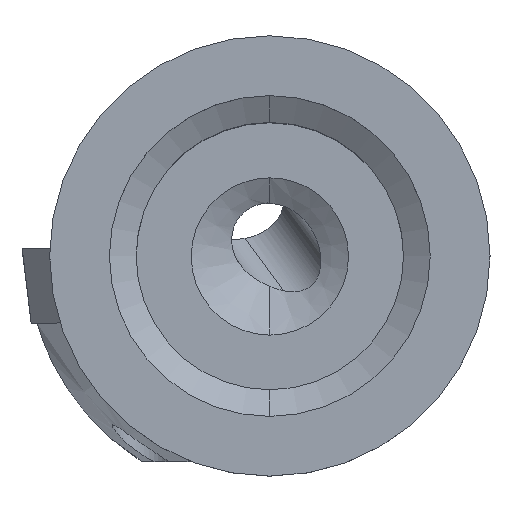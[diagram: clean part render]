
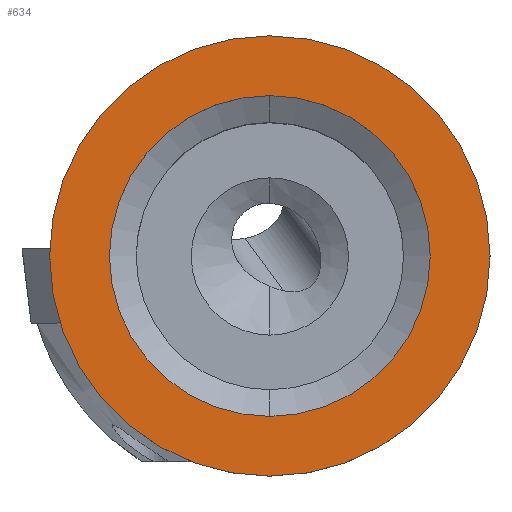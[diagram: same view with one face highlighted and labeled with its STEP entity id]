
A CAD part, top view. The second image highlights one B-rep face of the part: STEP entity #634.
In plain terms, the highlighted planar face has unit normal (0, 0, 1).
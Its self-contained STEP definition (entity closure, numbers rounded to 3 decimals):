
#514=EDGE_CURVE('Kante23',#988,#952,#1372,.T.);
#572=EDGE_CURVE('Kante22',#742,#1256,#1437,.T.);
#634=ADVANCED_FACE('Fl�che2',(#1504,#1505),#1506,.T.);
#742=VERTEX_POINT('NONE',#1625);
#896=EDGE_CURVE('Kante23',#952,#988,#1801,.F.);
#952=VERTEX_POINT('NONE',#1858);
#988=VERTEX_POINT('NONE',#1898);
#990=EDGE_CURVE('Kante22',#1256,#742,#1900,.F.);
#1256=VERTEX_POINT('NONE',#2194);
#1372=CIRCLE('',#2390,7.0);
#1437=CIRCLE('',#2474,5.1);
#1504=FACE_OUTER_BOUND('',#2587,.T.);
#1505=FACE_BOUND('',#2588,.T.);
#1506=PLANE('',#2589);
#1625=CARTESIAN_POINT('',(0.0,-5.1,0.0));
#1801=CIRCLE('',#3045,7.0);
#1858=CARTESIAN_POINT('',(0.0,-7.0,0.0));
#1898=CARTESIAN_POINT('',(0.,7.0,0.0));
#1900=CIRCLE('',#3274,5.1);
#2194=CARTESIAN_POINT('',(0.,5.1,0.0));
#2390=AXIS2_PLACEMENT_3D('',#4667,#4668,#4669);
#2474=AXIS2_PLACEMENT_3D('',#4757,#4758,#4759);
#2587=EDGE_LOOP('',(#4828,#4829));
#2588=EDGE_LOOP('',(#4830,#4831));
#2589=AXIS2_PLACEMENT_3D('',#4832,#4833,#4834);
#3045=AXIS2_PLACEMENT_3D('',#5176,#5177,#5178);
#3274=AXIS2_PLACEMENT_3D('',#5264,#5265,#5266);
#4667=CARTESIAN_POINT('',(0.0,0.0,0.0));
#4668=DIRECTION('',(0.0,0.0,1.0));
#4669=DIRECTION('',(0.0,-1.0,0.0));
#4757=CARTESIAN_POINT('',(0.0,0.0,0.0));
#4758=DIRECTION('',(0.0,0.0,1.0));
#4759=DIRECTION('',(0.0,-1.0,0.0));
#4828=ORIENTED_EDGE('',*,*,#896,.T.);
#4829=ORIENTED_EDGE('',*,*,#514,.T.);
#4830=ORIENTED_EDGE('',*,*,#572,.F.);
#4831=ORIENTED_EDGE('',*,*,#990,.F.);
#4832=CARTESIAN_POINT('',(0.0,0.0,0.0));
#4833=DIRECTION('',(0.0,0.0,1.0));
#4834=DIRECTION('',(0.0,-1.0,0.0));
#5176=CARTESIAN_POINT('',(0.0,0.0,0.0));
#5177=DIRECTION('',(0.0,0.0,-1.0));
#5178=DIRECTION('',(0.0,-1.0,0.0));
#5264=CARTESIAN_POINT('',(0.0,0.0,0.0));
#5265=DIRECTION('',(0.0,0.0,-1.0));
#5266=DIRECTION('',(0.0,-1.0,0.0));
